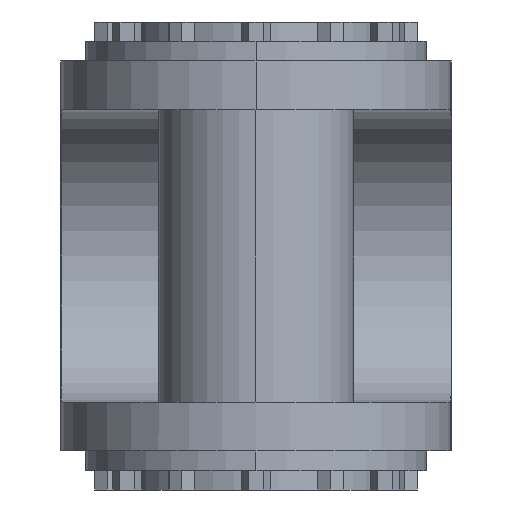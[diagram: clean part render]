
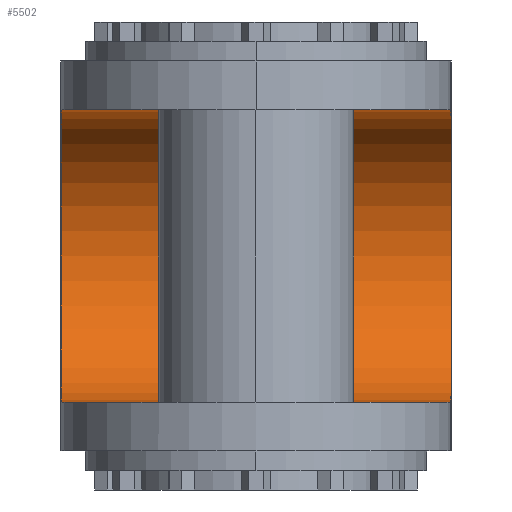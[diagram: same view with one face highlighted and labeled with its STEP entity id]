
A CAD part, left-side view. The second image highlights one B-rep face of the part: STEP entity #5502.
In plain terms, the highlighted cylindrical face has radius 15 mm (diameter 30 mm), a partial arc.
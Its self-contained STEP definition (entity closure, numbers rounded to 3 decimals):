
#69 = AXIS2_PLACEMENT_3D ( 'NONE', #2205, #6556, #3424 ) ;
#70 = VERTEX_POINT ( 'NONE', #6320 ) ;
#294 = DIRECTION ( 'NONE',  ( 0., 1., 0. ) ) ;
#678 = EDGE_CURVE ( 'NONE', #70, #6674, #3876, .T. ) ;
#679 = ORIENTED_EDGE ( 'NONE', *, *, #678, .T. ) ;
#681 = DIRECTION ( 'NONE',  ( 0., 0., 1. ) ) ;
#900 = LINE ( 'NONE', #3640, #5188 ) ;
#1170 = CARTESIAN_POINT ( 'NONE',  ( -100., -20., -15. ) ) ;
#1473 = EDGE_LOOP ( 'NONE', ( #6513, #2069, #4649, #679 ) ) ;
#2069 = ORIENTED_EDGE ( 'NONE', *, *, #4236, .F. ) ;
#2205 = CARTESIAN_POINT ( 'NONE',  ( -100., -30., 0. ) ) ;
#2460 = VERTEX_POINT ( 'NONE', #1170 ) ;
#2555 = VERTEX_POINT ( 'NONE', #5631 ) ;
#2657 = CARTESIAN_POINT ( 'NONE',  ( -100., -30., 15. ) ) ;
#2852 = CYLINDRICAL_SURFACE ( 'NONE', #69, 15. ) ;
#3072 = DIRECTION ( 'NONE',  ( 0., 1., 0. ) ) ;
#3421 = CARTESIAN_POINT ( 'NONE',  ( -100., 20., 0. ) ) ;
#3424 = DIRECTION ( 'NONE',  ( 0., 0., 1. ) ) ;
#3640 = CARTESIAN_POINT ( 'NONE',  ( -100., -30., -15. ) ) ;
#3818 = VECTOR ( 'NONE', #5340, 1000. ) ;
#3851 = CARTESIAN_POINT ( 'NONE',  ( -100., -20., 0. ) ) ;
#3876 = CIRCLE ( 'NONE', #5460, 15. ) ;
#4048 = AXIS2_PLACEMENT_3D ( 'NONE', #3851, #6053, #6480 ) ;
#4236 = EDGE_CURVE ( 'NONE', #2555, #2460, #5963, .T. ) ;
#4649 = ORIENTED_EDGE ( 'NONE', *, *, #6889, .T. ) ;
#5106 = FACE_OUTER_BOUND ( 'NONE', #1473, .T. ) ;
#5188 = VECTOR ( 'NONE', #3072, 1000. ) ;
#5236 = EDGE_CURVE ( 'NONE', #2460, #6674, #900, .T. ) ;
#5340 = DIRECTION ( 'NONE',  ( 0., 1., 0. ) ) ;
#5460 = AXIS2_PLACEMENT_3D ( 'NONE', #3421, #294, #681 ) ;
#5502 = ADVANCED_FACE ( 'NONE', ( #5106 ), #2852, .F. ) ;
#5539 = CARTESIAN_POINT ( 'NONE',  ( -100., 20., -15. ) ) ;
#5631 = CARTESIAN_POINT ( 'NONE',  ( -100., -20., 15. ) ) ;
#5963 = CIRCLE ( 'NONE', #4048, 15. ) ;
#6053 = DIRECTION ( 'NONE',  ( 0., 1., 0. ) ) ;
#6320 = CARTESIAN_POINT ( 'NONE',  ( -100., 20., 15. ) ) ;
#6480 = DIRECTION ( 'NONE',  ( 0., 0., 1. ) ) ;
#6513 = ORIENTED_EDGE ( 'NONE', *, *, #5236, .F. ) ;
#6556 = DIRECTION ( 'NONE',  ( 0., 1., 0. ) ) ;
#6674 = VERTEX_POINT ( 'NONE', #5539 ) ;
#6889 = EDGE_CURVE ( 'NONE', #2555, #70, #6940, .T. ) ;
#6940 = LINE ( 'NONE', #2657, #3818 ) ;
